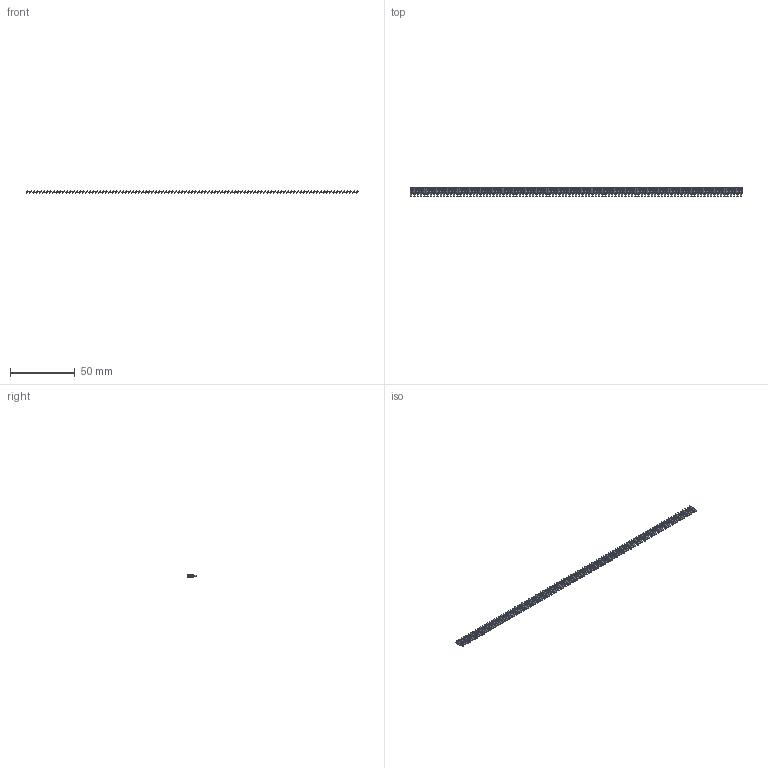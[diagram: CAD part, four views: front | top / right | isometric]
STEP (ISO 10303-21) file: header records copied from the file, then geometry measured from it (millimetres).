
FILE_DESCRIPTION (( 'STEP AP203' ), '1' );
FILE_NAME ('106-101-253-100.STEP', '2020-04-16T23:27:35', ( '' ), ( '' ), 'SwSTEP 2.0', 'SolidWorks 2016', '' );
FILE_SCHEMA (( 'CONFIG_CONTROL_DESIGN' ));
Length unit declared in the file: inch
Products named in the file (2): 106-101-253-100; 100-290-001_100-290-253
Assembly tree (101 placements, depth 2):
  106-101-253-100
    100-290-001_100-290-253  x101
Bounding box: 255.8 x 7.62 x 1.8 mm (x, y, z)
Volume: 557.3 mm3; surface area: 3475.1 mm2
Topology: 101 solids, 101 shells, 2020 faces, 5454 edges, 3636 vertices
Faces by surface type: plane 1919, cylinder 101
Entity records: 4020 total; most frequent: DIRECTION 304, CARTESIAN_POINT 214, DATE_AND_TIME 212, CALENDAR_DATE 212, COORDINATED_UNIVERSAL_TIME_OFFSET 212, LOCAL_TIME 212, AXIS2_PLACEMENT_3D 126, PERSON_AND_ORGANIZATION 117
